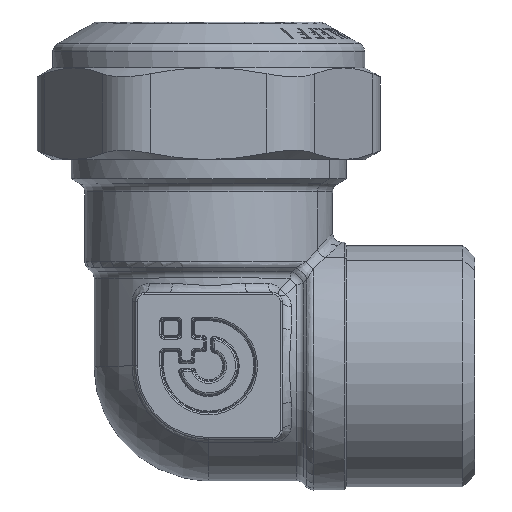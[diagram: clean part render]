
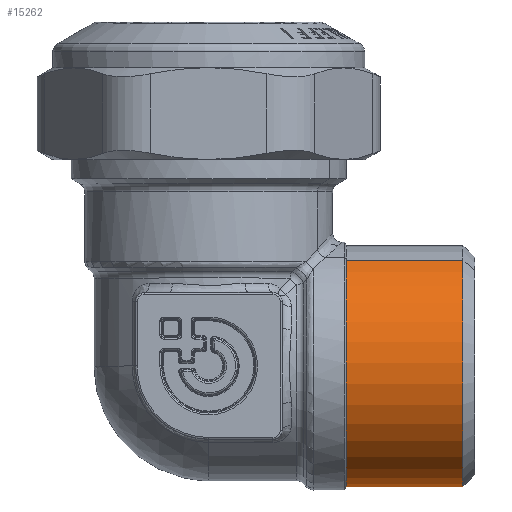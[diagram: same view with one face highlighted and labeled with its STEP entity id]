
A CAD part, top view. The second image highlights one B-rep face of the part: STEP entity #15262.
In plain terms, the highlighted cylindrical face has radius 13.15 mm (diameter 26.3 mm), a partial arc.
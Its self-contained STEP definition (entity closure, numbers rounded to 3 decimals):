
#12773=CARTESIAN_POINT('Vertex',(15.,11.54,6.304)) ;
#12780=CARTESIAN_POINT('Vertex',(15.,-11.54,-6.304)) ;
#13612=CARTESIAN_POINT('Axis2P3D Location',(15.,0.,0.)) ;
#13625=CARTESIAN_POINT('Axis2P3D Location',(34.,0.,0.)) ;
#13634=CARTESIAN_POINT('Vertex',(27.7,-11.54,-6.304)) ;
#13636=CARTESIAN_POINT('Vertex',(27.7,11.54,6.304)) ;
#13639=CARTESIAN_POINT('Line Origine',(21.35,-11.54,-6.304)) ;
#13644=CARTESIAN_POINT('Line Origine',(21.35,11.54,6.304)) ;
#15251=CARTESIAN_POINT('Axis2P3D Location',(27.7,0.,0.)) ;
#13641=VECTOR('Line Direction',#13640,1.) ;
#13646=VECTOR('Line Direction',#13645,1.) ;
#13613=DIRECTION('Axis2P3D Direction',(-1.,0.,0.)) ;
#13626=DIRECTION('Axis2P3D Direction',(1.,0.,0.)) ;
#13627=DIRECTION('Axis2P3D XDirection',(-0.,-0.878,-0.479)) ;
#13640=DIRECTION('Vector Direction',(1.,0.,0.)) ;
#13645=DIRECTION('Vector Direction',(1.,0.,0.)) ;
#15252=DIRECTION('Axis2P3D Direction',(1.,0.,0.)) ;
#13614=AXIS2_PLACEMENT_3D('Circle Axis2P3D',#13612,#13613,$) ;
#13628=AXIS2_PLACEMENT_3D('Cylinder Axis2P3D',#13625,#13626,#13627) ;
#15253=AXIS2_PLACEMENT_3D('Circle Axis2P3D',#15251,#15252,$) ;
#13642=LINE('Line',#13639,#13641) ;
#13647=LINE('Line',#13644,#13646) ;
#13615=CIRCLE('generated circle',#13614,13.15) ;
#15254=CIRCLE('generated circle',#15253,13.15) ;
#13629=CYLINDRICAL_SURFACE('generated cylinder',#13628,13.15) ;
#13616=EDGE_CURVE('',#12774,#12781,#13615,.F.) ;
#13643=EDGE_CURVE('',#13635,#12781,#13642,.F.) ;
#13648=EDGE_CURVE('',#13637,#12774,#13647,.F.) ;
#15255=EDGE_CURVE('',#13637,#13635,#15254,.T.) ;
#15257=ORIENTED_EDGE('',*,*,#15255,.F.) ;
#15258=ORIENTED_EDGE('',*,*,#13648,.T.) ;
#15259=ORIENTED_EDGE('',*,*,#13616,.T.) ;
#15260=ORIENTED_EDGE('',*,*,#13643,.F.) ;
#15256=EDGE_LOOP('',(#15257,#15258,#15259,#15260)) ;
#12774=VERTEX_POINT('',#12773) ;
#12781=VERTEX_POINT('',#12780) ;
#13635=VERTEX_POINT('',#13634) ;
#13637=VERTEX_POINT('',#13636) ;
#15262=ADVANCED_FACE('PartBody',(#15261),#13629,.T.) ;
#15261=FACE_OUTER_BOUND('',#15256,.T.) ;
